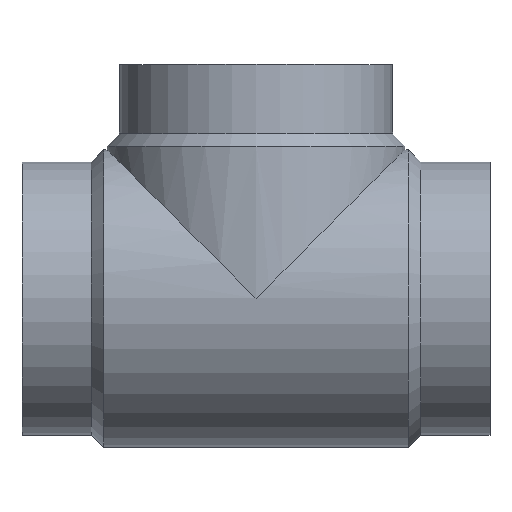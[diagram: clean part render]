
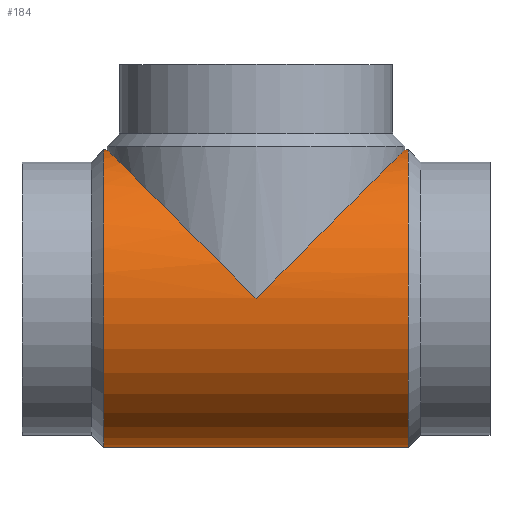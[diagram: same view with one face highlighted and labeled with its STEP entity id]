
A CAD part, top view. The second image highlights one B-rep face of the part: STEP entity #184.
In plain terms, the highlighted cylindrical face has radius 171.8 mm (diameter 343.6 mm), a partial arc.
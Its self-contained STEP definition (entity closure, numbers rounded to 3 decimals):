
#152 = EDGE_CURVE( '', #154, #352, #396, .T. );
#154 = VERTEX_POINT( '', #398 );
#168 = VERTEX_POINT( '', #414 );
#184 = ADVANCED_FACE( '', ( #430 ), #431, .T. );
#194 = EDGE_CURVE( '', #280, #358, #442, .T. );
#226 = EDGE_CURVE( '', #154, #232, #476, .T. );
#232 = VERTEX_POINT( '', #483 );
#238 = EDGE_CURVE( '', #300, #280, #489, .T. );
#274 = EDGE_CURVE( '', #358, #168, #533, .T. );
#280 = VERTEX_POINT( '', #540 );
#294 = EDGE_CURVE( '', #232, #300, #555, .T. );
#300 = VERTEX_POINT( '', #561 );
#334 = EDGE_CURVE( '', #168, #352, #600, .T. );
#352 = VERTEX_POINT( '', #619 );
#358 = VERTEX_POINT( '', #625 );
#396 = CIRCLE( '', #660, 171.8 );
#398 = CARTESIAN_POINT( '', ( -445.7, -171.8, 0. ) );
#414 = CARTESIAN_POINT( '', ( -441.8, 171.8, 0. ) );
#430 = FACE_OUTER_BOUND( '', #704, .T. );
#431 = CYLINDRICAL_SURFACE( '', #705, 171.8 );
#442 = ELLIPSE( '', #719, 242.962, 171.8 );
#476 = LINE( '', #764, #765 );
#483 = CARTESIAN_POINT( '', ( -94.3, -171.8, 0. ) );
#489 = LINE( '', #782, #783 );
#533 = ELLIPSE( '', #839, 242.962, 171.8 );
#540 = CARTESIAN_POINT( '', ( -98.2, 171.8, 0. ) );
#555 = CIRCLE( '', #867, 171.8 );
#561 = CARTESIAN_POINT( '', ( -94.3, 171.8, 0. ) );
#600 = LINE( '', #928, #929 );
#619 = CARTESIAN_POINT( '', ( -445.7, 171.8, 0. ) );
#625 = CARTESIAN_POINT( '', ( -270., 0., 171.8 ) );
#660 = AXIS2_PLACEMENT_3D( '', #996, #997, #998 );
#704 = EDGE_LOOP( '', ( #1032, #1033, #1034, #1035, #1036, #1037, #1038 ) );
#705 = AXIS2_PLACEMENT_3D( '', #1039, #1040, #1041 );
#719 = AXIS2_PLACEMENT_3D( '', #1051, #1052, #1053 );
#764 = CARTESIAN_POINT( '', ( -270., -171.8, 0. ) );
#765 = VECTOR( '', #1081, 1. );
#782 = CARTESIAN_POINT( '', ( -270., 171.8, 0. ) );
#783 = VECTOR( '', #1094, 1. );
#839 = AXIS2_PLACEMENT_3D( '', #1163, #1164, #1165 );
#867 = AXIS2_PLACEMENT_3D( '', #1193, #1194, #1195 );
#928 = CARTESIAN_POINT( '', ( -270., 171.8, 0. ) );
#929 = VECTOR( '', #1262, 1. );
#996 = CARTESIAN_POINT( '', ( -445.7, 0., 0. ) );
#997 = DIRECTION( '', ( -1., 0., 0. ) );
#998 = DIRECTION( '', ( 0., 1., 0. ) );
#1032 = ORIENTED_EDGE( '', *, *, #238, .T. );
#1033 = ORIENTED_EDGE( '', *, *, #194, .T. );
#1034 = ORIENTED_EDGE( '', *, *, #274, .T. );
#1035 = ORIENTED_EDGE( '', *, *, #334, .T. );
#1036 = ORIENTED_EDGE( '', *, *, #152, .F. );
#1037 = ORIENTED_EDGE( '', *, *, #226, .T. );
#1038 = ORIENTED_EDGE( '', *, *, #294, .T. );
#1039 = CARTESIAN_POINT( '', ( -270., 0., 0. ) );
#1040 = DIRECTION( '', ( 1., 0., 0. ) );
#1041 = DIRECTION( '', ( 0., 1., 0. ) );
#1051 = CARTESIAN_POINT( '', ( -270., 0., 0. ) );
#1052 = DIRECTION( '', ( 0.707, -0.707, 0. ) );
#1053 = DIRECTION( '', ( 0.707, 0.707, 0. ) );
#1081 = DIRECTION( '', ( 1., 0., 0. ) );
#1094 = DIRECTION( '', ( -1., 0., 0. ) );
#1163 = CARTESIAN_POINT( '', ( -270., 0., 0. ) );
#1164 = DIRECTION( '', ( -0.707, -0.707, 0. ) );
#1165 = DIRECTION( '', ( 0.707, -0.707, 0. ) );
#1193 = CARTESIAN_POINT( '', ( -94.3, 0., 0. ) );
#1194 = DIRECTION( '', ( -1., 0., 0. ) );
#1195 = DIRECTION( '', ( 0., 1., 0. ) );
#1262 = DIRECTION( '', ( -1., 0., 0. ) );
